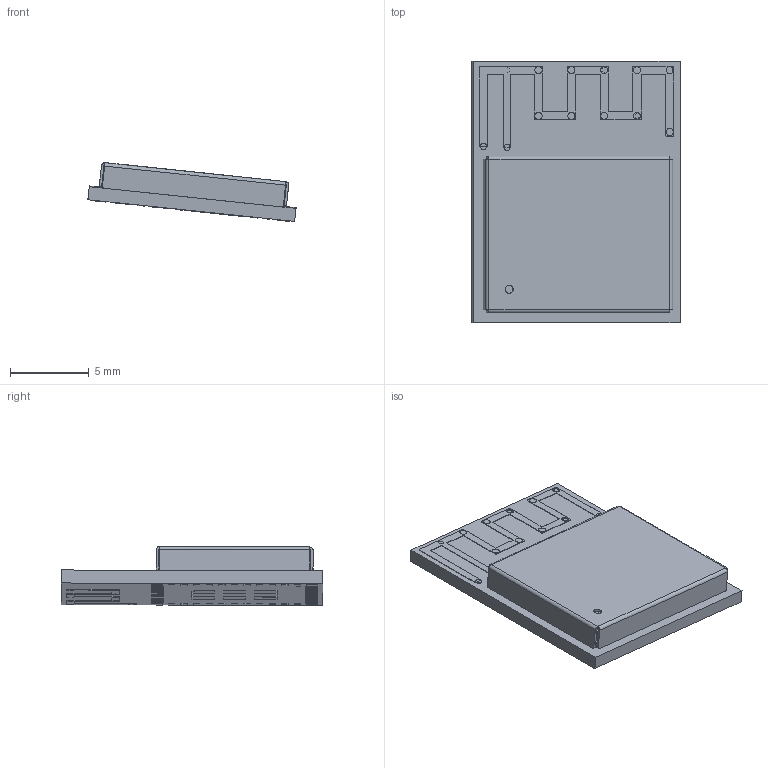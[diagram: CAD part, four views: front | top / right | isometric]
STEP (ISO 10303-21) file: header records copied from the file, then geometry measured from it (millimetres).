
FILE_DESCRIPTION (( 'STEP AP214' ), '1' );
FILE_NAME ('ESP8684-MINI-1_V1-20240311.STEP', '2024-03-11T04:03:27', ( 'Windows User' ), ( 'P R C' ), 'SwSTEP 2.0', 'SolidWorks 2022', '' );
FILE_SCHEMA (( 'AUTOMOTIVE_DESIGN' ));
Length unit declared in the file: millimetre
Products named in the file (123): C0402_20210301.STEP; uid__1_80; uid__1_43; ESP8684-MINI-1_V1-20240311; Submodel-C0402_part; uid__1_109; placementOutline_4; Submodel-QFN24_0P5_4_E2P8_part; uid__1_88; Submodel-D__1. ESP project_5. 3D design_ESP8684 module_Module_PCB_ESP8684-MINI-1_V1.0_20211101_PCB_3D_ImportedPartModels_XTAL3225_20210301.STEP; DFN1006.STEP; uid__1_58; uid__2428; uid__1_128; uid__1_104; uid__4_35; placementOutline_6; uid__1_115; uid__1_35; uid__4_58; uid__1_140; uid__1_81; uid__4_102; Submodel-D__1. ESP project_5. 3D design_ESP8684 module_Module_PCB_ESP8684-MINI-1_V1.0_20211101_PCB_3D_ImportedPartModels_R0201_20210301.STEP; uid__1_92; uid__1_69; uid__1_15; XTAL3225_20210301.STEP; uid__1_122; uid__1_65; uid__1_20; Submodel-C0201_part; uid__1_119; uid__1_143; uid__1_50; uid__1_144; uid__1_147; uid__1_52; Submodel-noModelForPart_MINI-ANT-TYPED-H_1968823293; uid__1_39 ...
Assembly tree (133 placements, depth 5):
  ESP8684-MINI-1_V1-20240311
    DesignRootModel
      uid__4_14
      uid__4_15
      uid__4_34
      uid__4_35
      uid__4_57
      uid__4_58
      uid__4_76
      uid__4_77
      uid__4_101
      uid__4_102
      uid__1
      uid__1_2
      uid__1_10
      uid__1_12
      uid__1_15
      uid__1_20
      uid__1_21
      uid__1_22
      uid__1_26
      uid__1_35
      uid__1_37
      uid__1_39
      uid__1_43
      uid__1_44
      uid__1_45
      uid__1_46
      uid__1_47
      uid__1_49
      uid__1_50
      uid__1_51
      uid__1_52
      uid__1_53
      uid__1_57
      uid__1_58
      uid__1_59
      uid__1_61
      uid__1_64
      uid__1_65
      uid__1_66
      uid__1_69
      uid__1_70
      uid__1_71
      uid__1_73
      uid__1_74
      uid__1_75
      uid__1_76
      uid__1_77
      uid__1_80
      uid__1_81
      uid__1_85
      uid__1_86
      uid__1_87
      uid__1_88
      uid__1_89
      uid__1_92
      uid__1_93
      uid__1_94
      uid__1_97
Bounding box: 13.22 x 16.6 x 3.74 mm (x, y, z)
Volume: 230.1 mm3; surface area: 1149.5 mm2
Topology: 184 solids, 185 shells, 2166 faces, 4986 edges, 3142 vertices
Faces by surface type: plane 1461, cylinder 563, bspline 142
Entity records: 70297 total; most frequent: CARTESIAN_POINT 12107, DIRECTION 8056, ORIENTED_EDGE 7676, EDGE_CURVE 3838, VECTOR 3042, LINE 3042, VERTEX_POINT 2526, AXIS2_PLACEMENT_3D 2507
